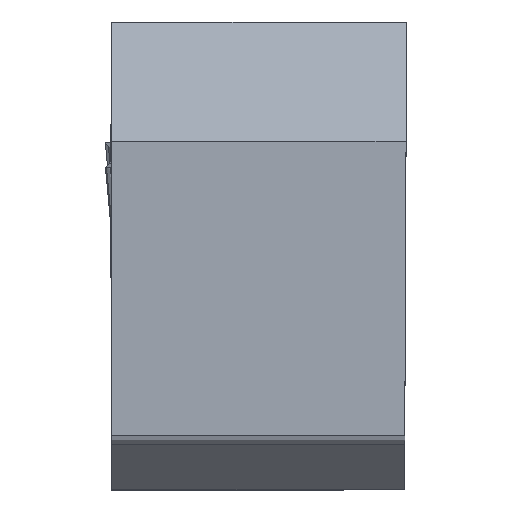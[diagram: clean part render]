
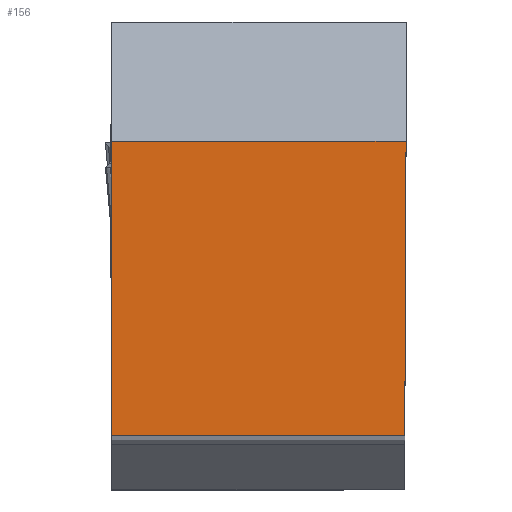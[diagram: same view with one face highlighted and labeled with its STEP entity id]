
A CAD part, top view. The second image highlights one B-rep face of the part: STEP entity #156.
In plain terms, the highlighted planar face has unit normal (0, 0, 1).
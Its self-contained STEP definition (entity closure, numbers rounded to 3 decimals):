
#156=ADVANCED_FACE('BLANK_BOXF006',(#268),#221,.T.);
#221=PLANE('',#1465);
#268=FACE_OUTER_BOUND('',#335,.T.);
#335=EDGE_LOOP('',(#747,#748,#749,#750));
#396=LINE('',#1865,#529);
#428=LINE('',#1960,#561);
#446=LINE('',#2015,#579);
#447=LINE('',#2016,#580);
#529=VECTOR('',#1541,1.);
#561=VECTOR('',#1595,1.);
#579=VECTOR('',#1631,1.);
#580=VECTOR('',#1632,1.);
#747=ORIENTED_EDGE('',*,*,#1209,.F.);
#748=ORIENTED_EDGE('',*,*,#1230,.F.);
#749=ORIENTED_EDGE('',*,*,#1169,.F.);
#750=ORIENTED_EDGE('',*,*,#1231,.T.);
#1044=VERTEX_POINT('',#1864);
#1045=VERTEX_POINT('',#1866);
#1078=VERTEX_POINT('',#1959);
#1079=VERTEX_POINT('',#1961);
#1169=EDGE_CURVE('',#1044,#1045,#396,.T.);
#1209=EDGE_CURVE('',#1078,#1079,#428,.T.);
#1230=EDGE_CURVE('',#1045,#1078,#446,.T.);
#1231=EDGE_CURVE('',#1044,#1079,#447,.T.);
#1465=AXIS2_PLACEMENT_3D('',#2017,#1633,#1634);
#1541=DIRECTION('',(0.,1.,0.));
#1595=DIRECTION('',(-0.004,-1.,0.));
#1631=DIRECTION('',(1.,0.,0.));
#1632=DIRECTION('',(1.,0.,0.));
#1633=DIRECTION('',(0.,0.,1.));
#1634=DIRECTION('',(-1.,0.,0.));
#1864=CARTESIAN_POINT('',(-11.9,0.,0.));
#1865=CARTESIAN_POINT('',(-11.9,17.9,0.));
#1866=CARTESIAN_POINT('',(-11.9,11.9,0.));
#1959=CARTESIAN_POINT('',(0.,11.9,0.));
#1960=CARTESIAN_POINT('',(0.027,17.996,0.));
#1961=CARTESIAN_POINT('',(-0.052,0.,0.));
#2015=CARTESIAN_POINT('',(22.,11.9,0.));
#2016=CARTESIAN_POINT('',(22.,0.,0.));
#2017=CARTESIAN_POINT('',(22.,17.9,0.));
